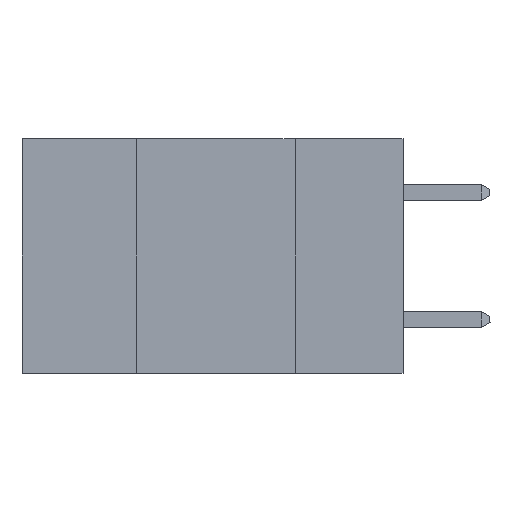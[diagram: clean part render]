
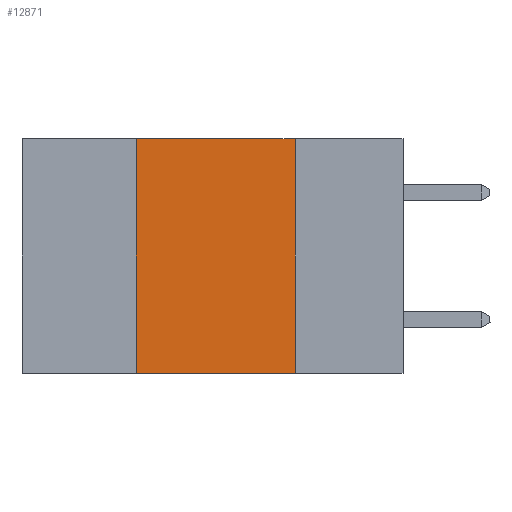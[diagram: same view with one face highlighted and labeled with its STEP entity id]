
A CAD part, left-side view. The second image highlights one B-rep face of the part: STEP entity #12871.
In plain terms, the highlighted planar face has unit normal (-1, 0, 0).
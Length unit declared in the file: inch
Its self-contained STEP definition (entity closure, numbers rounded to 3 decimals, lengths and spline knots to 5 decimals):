
#491 = DIRECTION ( 'NONE',  ( 1., 0., 0. ) ) ;
#1306 = CARTESIAN_POINT ( 'NONE',  ( 0., 0.6, -0.37 ) ) ;
#1496 = LINE ( 'NONE', #18794, #17688 ) ;
#2473 = LINE ( 'NONE', #17728, #4854 ) ;
#2586 = ORIENTED_EDGE ( 'NONE', *, *, #2783, .F. ) ;
#2783 = EDGE_CURVE ( 'NONE', #10891, #12811, #1496, .T. ) ;
#3848 = DIRECTION ( 'NONE',  ( 0., 0., -1. ) ) ;
#4608 = EDGE_CURVE ( 'NONE', #18239, #10840, #2473, .T. ) ;
#4667 = CARTESIAN_POINT ( 'NONE',  ( 0., 0.17, 0. ) ) ;
#4854 = VECTOR ( 'NONE', #3848, 39.37008 ) ;
#5027 = EDGE_CURVE ( 'NONE', #12811, #18239, #10069, .T. ) ;
#5576 = ORIENTED_EDGE ( 'NONE', *, *, #17102, .T. ) ;
#5987 = VECTOR ( 'NONE', #18740, 39.37008 ) ;
#7509 = DIRECTION ( 'NONE',  ( 0., 0., -1. ) ) ;
#8013 = AXIS2_PLACEMENT_3D ( 'NONE', #10803, #491, #7509 ) ;
#8237 = DIRECTION ( 'NONE',  ( 0., -1., 0. ) ) ;
#10046 = LINE ( 'NONE', #1306, #20831 ) ;
#10069 = LINE ( 'NONE', #11758, #5987 ) ;
#10255 = CARTESIAN_POINT ( 'NONE',  ( 0., 0.42, -0.37 ) ) ;
#10803 = CARTESIAN_POINT ( 'NONE',  ( 0., 0.6, 0. ) ) ;
#10840 = VERTEX_POINT ( 'NONE', #13798 ) ;
#10891 = VERTEX_POINT ( 'NONE', #10255 ) ;
#11758 = CARTESIAN_POINT ( 'NONE',  ( 0., 0.6, 0. ) ) ;
#12513 = FACE_OUTER_BOUND ( 'NONE', #12935, .T. ) ;
#12811 = VERTEX_POINT ( 'NONE', #17975 ) ;
#12871 = ADVANCED_FACE ( 'NONE', ( #12513 ), #19492, .F. ) ;
#12935 = EDGE_LOOP ( 'NONE', ( #13202, #16261, #2586, #5576 ) ) ;
#13202 = ORIENTED_EDGE ( 'NONE', *, *, #4608, .F. ) ;
#13798 = CARTESIAN_POINT ( 'NONE',  ( 0., 0.17, -0.37 ) ) ;
#16261 = ORIENTED_EDGE ( 'NONE', *, *, #5027, .F. ) ;
#17102 = EDGE_CURVE ( 'NONE', #10891, #10840, #10046, .T. ) ;
#17688 = VECTOR ( 'NONE', #19261, 39.37008 ) ;
#17728 = CARTESIAN_POINT ( 'NONE',  ( 0., 0.17, 0. ) ) ;
#17975 = CARTESIAN_POINT ( 'NONE',  ( 0., 0.42, 0. ) ) ;
#18239 = VERTEX_POINT ( 'NONE', #4667 ) ;
#18740 = DIRECTION ( 'NONE',  ( 0., -1., 0. ) ) ;
#18794 = CARTESIAN_POINT ( 'NONE',  ( 0., 0.42, 0. ) ) ;
#19261 = DIRECTION ( 'NONE',  ( 0., 0., 1. ) ) ;
#19492 = PLANE ( 'NONE',  #8013 ) ;
#20831 = VECTOR ( 'NONE', #8237, 39.37008 ) ;
